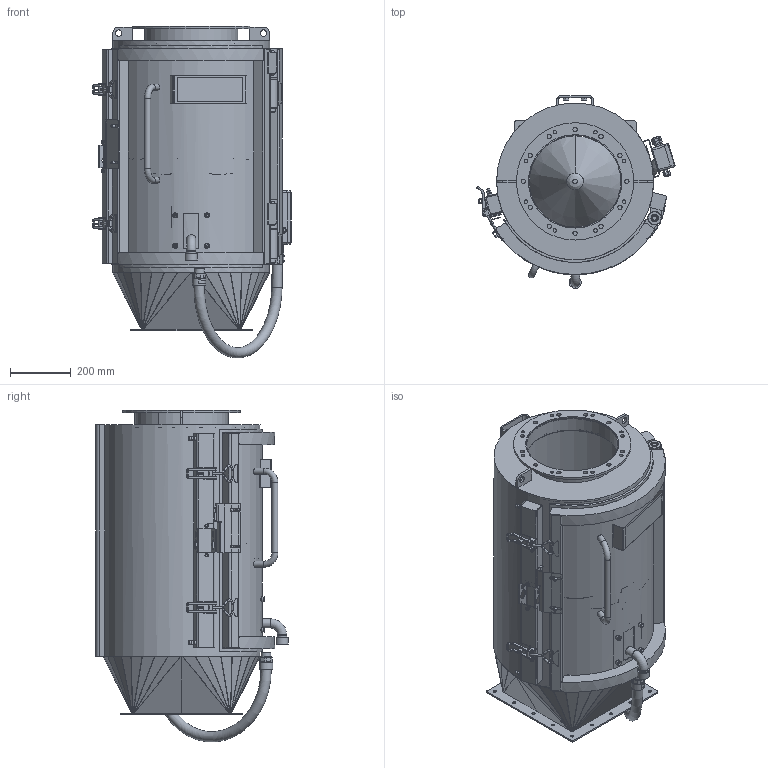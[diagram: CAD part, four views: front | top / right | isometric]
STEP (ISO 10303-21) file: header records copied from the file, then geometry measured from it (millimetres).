
FILE_DESCRIPTION(/* description */ (''),/* implementation_level */ '2;1');
FILE_NAME(/* name */ 'SPEE000064 A Customer.stp',/* time_stamp */ '2014-02-18T08:12:11+01:00',/* author */ ('bs'),/* organization */ (''),/* preprocessor_version */ 'ST-DEVELOPER v15.2',/* originating_system */ 'Autodesk Inventor 2014',/* authorisation */ '');
FILE_SCHEMA (('AUTOMOTIVE_DESIGN { 1 0 10303 214 3 1 1 }'));
Length unit declared in the file: millimetre
Products named in the file (1): SPEE000064 A Customer
Bounding box: 651.15 x 631.56 x 1088.85 mm (x, y, z)
Surface area: 5193797.2 mm2 (no closed solid volume)
Topology: 0 solids, 240 shells, 569 faces, 4849 edges, 4359 vertices
Faces by surface type: plane 367, cylinder 174, torus 16, cone 7, bspline 3, sphere 2
Full cylindrical faces by diameter (mm): 7 x10, 8 x2, 10 x20, 10.3 x1, 11.5 x10, 12 x5, 13 x2, 14 x12, 14.5 x4, 16 x4, 17 x1, 20 x3, 21 x2, 26 x1, 30 x1, 30.376 x1, 31 x1, 32 x3, 34 x1, 39 x1, 40 x1, 42 x2, 44 x6, 300 x1, 306 x1, 306.5 x1, 385 x1, 509 x1
Entity records: 46831 total; most frequent: CARTESIAN_POINT 13677, DIRECTION 5769, ORIENTED_EDGE 5250, EDGE_CURVE 4682, VERTEX_POINT 4316, LINE 2805, VECTOR 2805, AXIS2_PLACEMENT_3D 1482
